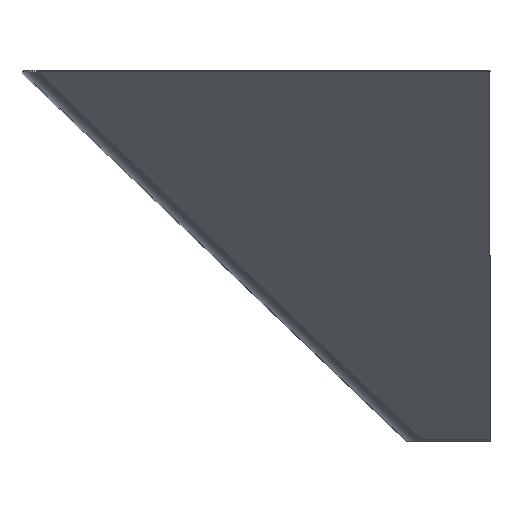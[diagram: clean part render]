
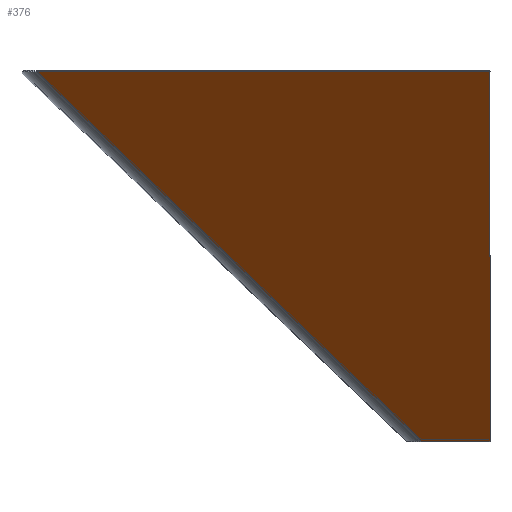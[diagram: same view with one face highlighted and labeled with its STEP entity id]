
A CAD part, top view. The second image highlights one B-rep face of the part: STEP entity #376.
In plain terms, the highlighted planar face has unit normal (0, -0.722, 0.692).
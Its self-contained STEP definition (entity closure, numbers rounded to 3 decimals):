
#17 = DIRECTION ( 'NONE',  ( 1., 0., 0. ) ) ;
#23 = LINE ( 'NONE', #750, #406 ) ;
#101 = VECTOR ( 'NONE', #428, 1000. ) ;
#107 = DIRECTION ( 'NONE',  ( 0.585, -0.561, -0.585 ) ) ;
#113 = LINE ( 'NONE', #372, #320 ) ;
#115 = CARTESIAN_POINT ( 'NONE',  ( 0., -41.977, 40.251 ) ) ;
#156 = FACE_OUTER_BOUND ( 'NONE', #595, .T. ) ;
#161 = EDGE_CURVE ( 'NONE', #532, #496, #756, .T. ) ;
#172 = ORIENTED_EDGE ( 'NONE', *, *, #614, .T. ) ;
#175 = CARTESIAN_POINT ( 'NONE',  ( 0., 629., 740. ) ) ;
#252 = DIRECTION ( 'NONE',  ( 0., -0.692, -0.722 ) ) ;
#263 = ORIENTED_EDGE ( 'NONE', *, *, #161, .F. ) ;
#282 = PLANE ( 'NONE',  #638 ) ;
#285 = ORIENTED_EDGE ( 'NONE', *, *, #586, .T. ) ;
#320 = VECTOR ( 'NONE', #641, 1000. ) ;
#342 = EDGE_CURVE ( 'NONE', #505, #524, #23, .T. ) ;
#370 = VECTOR ( 'NONE', #17, 1000. ) ;
#372 = CARTESIAN_POINT ( 'NONE',  ( 0., 629., 740. ) ) ;
#376 = ADVANCED_FACE ( 'NONE', ( #156 ), #282, .T. ) ;
#406 = VECTOR ( 'NONE', #107, 1000. ) ;
#422 = CARTESIAN_POINT ( 'NONE',  ( -717., 629., 740. ) ) ;
#428 = DIRECTION ( 'NONE',  ( 0., -0.692, -0.722 ) ) ;
#433 = DIRECTION ( 'NONE',  ( 0., -0.722, 0.692 ) ) ;
#446 = LINE ( 'NONE', #775, #370 ) ;
#468 = ORIENTED_EDGE ( 'NONE', *, *, #342, .T. ) ;
#496 = VERTEX_POINT ( 'NONE', #749 ) ;
#505 = VERTEX_POINT ( 'NONE', #422 ) ;
#524 = VERTEX_POINT ( 'NONE', #560 ) ;
#532 = VERTEX_POINT ( 'NONE', #758 ) ;
#560 = CARTESIAN_POINT ( 'NONE',  ( -109., 46., 132. ) ) ;
#586 = EDGE_CURVE ( 'NONE', #532, #505, #113, .T. ) ;
#595 = EDGE_LOOP ( 'NONE', ( #468, #172, #263, #285 ) ) ;
#614 = EDGE_CURVE ( 'NONE', #524, #496, #446, .T. ) ;
#638 = AXIS2_PLACEMENT_3D ( 'NONE', #115, #433, #252 ) ;
#641 = DIRECTION ( 'NONE',  ( -1., 0., 0. ) ) ;
#749 = CARTESIAN_POINT ( 'NONE',  ( 0., 46., 132. ) ) ;
#750 = CARTESIAN_POINT ( 'NONE',  ( -717., 629., 740. ) ) ;
#756 = LINE ( 'NONE', #175, #101 ) ;
#758 = CARTESIAN_POINT ( 'NONE',  ( 0., 629., 740. ) ) ;
#775 = CARTESIAN_POINT ( 'NONE',  ( -109., 46., 132. ) ) ;
